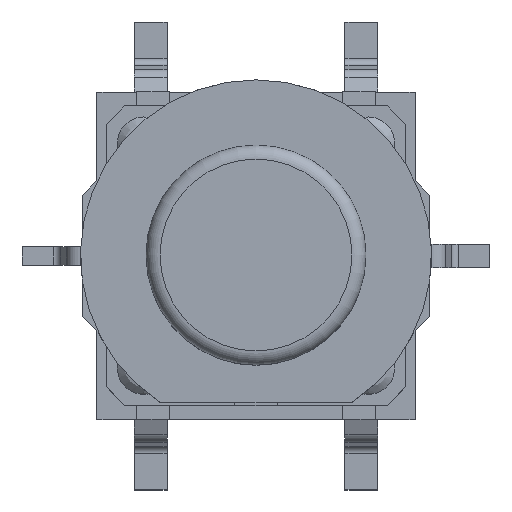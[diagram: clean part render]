
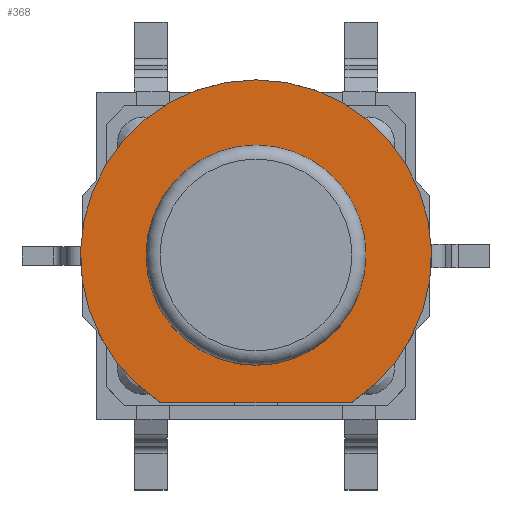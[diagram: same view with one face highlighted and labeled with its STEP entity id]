
A CAD part, top view. The second image highlights one B-rep face of the part: STEP entity #368.
In plain terms, the highlighted planar face has unit normal (0, 0, 1).
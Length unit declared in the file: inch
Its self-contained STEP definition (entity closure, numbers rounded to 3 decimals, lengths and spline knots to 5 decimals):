
#240=CARTESIAN_POINT('',(0.08011,-0.12402,0.27756));
#241=VERTEX_POINT('',#240);
#248=CARTESIAN_POINT('',(-0.08011,-0.12402,0.27756));
#249=VERTEX_POINT('',#248);
#250=CARTESIAN_POINT('',(-0.08011,-0.12402,0.27756));
#251=DIRECTION('',(1.0,0.0,0.0));
#252=VECTOR('',#251,0.16021);
#253=LINE('',#250,#252);
#254=EDGE_CURVE('',#249,#241,#253,.T.);
#342=CARTESIAN_POINT('',(0.,0.12008,0.27756));
#343=DIRECTION('',(0.0,0.0,1.0));
#344=DIRECTION('',(-1.0,0.0,0.0));
#345=AXIS2_PLACEMENT_3D('',#342,#343,#344);
#346=PLANE('',#345);
#347=ORIENTED_EDGE('',*,*,#254,.T.);
#348=CARTESIAN_POINT('',(0.,0.,0.27756));
#349=DIRECTION('',(0.0,0.0,1.0));
#350=DIRECTION('',(0.0,1.0,0.0));
#351=AXIS2_PLACEMENT_3D('',#348,#349,#350);
#352=CIRCLE('',#351,0.14764);
#353=EDGE_CURVE('',#241,#249,#352,.T.);
#354=ORIENTED_EDGE('',*,*,#353,.T.);
#355=EDGE_LOOP('',(#347,#354));
#356=FACE_OUTER_BOUND('',#355,.T.);
#357=CARTESIAN_POINT('',(0.,0.09252,0.27756));
#358=VERTEX_POINT('',#357);
#359=CARTESIAN_POINT('',(0.,0.,0.27756));
#360=DIRECTION('',(0.0,0.0,1.0));
#361=DIRECTION('',(0.0,1.0,0.0));
#362=AXIS2_PLACEMENT_3D('',#359,#360,#361);
#363=CIRCLE('',#362,0.09252);
#364=EDGE_CURVE('',#358,#358,#363,.T.);
#365=ORIENTED_EDGE('',*,*,#364,.F.);
#366=EDGE_LOOP('',(#365));
#367=FACE_BOUND('',#366,.T.);
#368=ADVANCED_FACE('',(#356,#367),#346,.T.);
